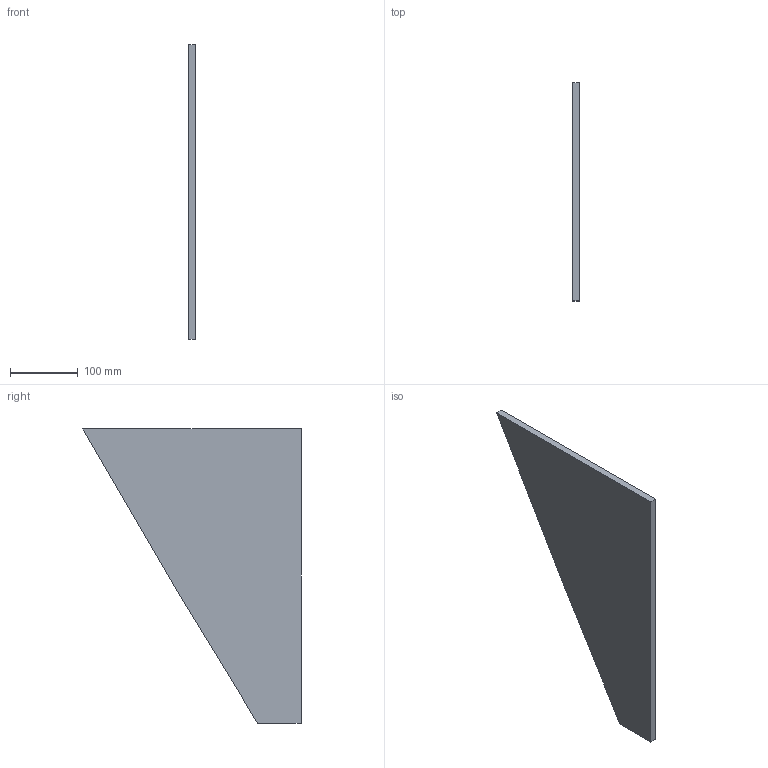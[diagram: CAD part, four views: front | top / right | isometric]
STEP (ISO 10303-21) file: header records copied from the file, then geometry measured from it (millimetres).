
FILE_DESCRIPTION(/* description */ (''),/* implementation_level */ '2;1');
FILE_NAME(/* name */ 'forPrint_middleSide v2.step',/* time_stamp */ '2024-05-06T21:40:15+09:00',/* author */ (''),/* organization */ (''),/* preprocessor_version */ 'ST-DEVELOPER v20',/* originating_system */ 'Autodesk Translation Framework v12.20.1.177',/* authorisation */ '');
FILE_SCHEMA (('AUTOMOTIVE_DESIGN { 1 0 10303 214 3 1 1 }'));
Length unit declared in the file: millimetre
Products named in the file (1): forPrint_middleSide
Bounding box: 10 x 321.82 x 434.12 mm (x, y, z)
Volume: 841347 mm3; surface area: 182258.6 mm2
Topology: 1 solids, 1 shells, 7 faces, 15 edges, 10 vertices
Faces by surface type: plane 6, bspline 1
Entity records: 340 total; most frequent: CARTESIAN_POINT 162, ORIENTED_EDGE 30, DIRECTION 25, EDGE_CURVE 15, LINE 11, VECTOR 11, VERTEX_POINT 10, FACE_OUTER_BOUND 7
